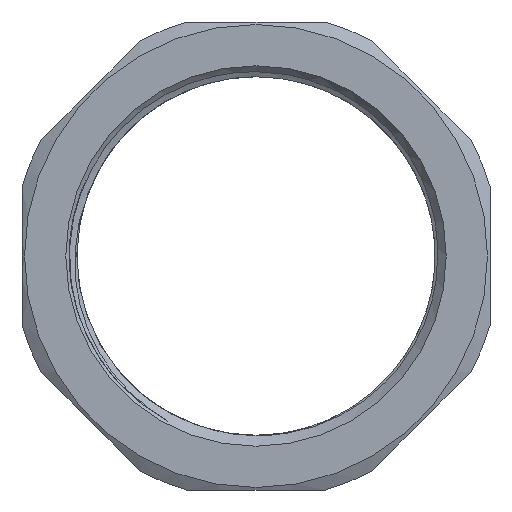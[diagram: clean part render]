
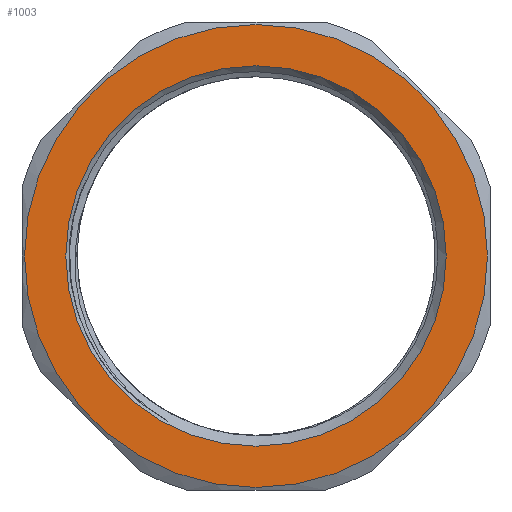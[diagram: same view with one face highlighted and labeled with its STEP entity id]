
A CAD part, left-side view. The second image highlights one B-rep face of the part: STEP entity #1003.
In plain terms, the highlighted planar face has unit normal (-1, 0, 0).
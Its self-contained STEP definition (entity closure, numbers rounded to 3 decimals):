
#34=PLANE('',#1045);
#66=CIRCLE('',#1046,36.6);
#67=CIRCLE('',#1047,30.078);
#296=ORIENTED_EDGE('',*,*,#630,.T.);
#297=ORIENTED_EDGE('',*,*,#631,.T.);
#630=EDGE_CURVE('',#796,#796,#66,.T.);
#631=EDGE_CURVE('',#797,#797,#67,.T.);
#796=VERTEX_POINT('',#10235);
#797=VERTEX_POINT('',#10237);
#916=EDGE_LOOP('',(#296));
#917=EDGE_LOOP('',(#297));
#954=FACE_BOUND('',#916,.T.);
#955=FACE_BOUND('',#917,.T.);
#1003=ADVANCED_FACE('',(#954,#955),#34,.F.);
#1045=AXIS2_PLACEMENT_3D('',#10233,#1136,#1137);
#1046=AXIS2_PLACEMENT_3D('',#10234,#1138,#1139);
#1047=AXIS2_PLACEMENT_3D('',#10236,#1140,#1141);
#1136=DIRECTION('',(1.,0.,0.));
#1137=DIRECTION('',(0.,0.,-1.));
#1138=DIRECTION('',(-1.,0.,0.));
#1139=DIRECTION('',(0.,0.,-1.));
#1140=DIRECTION('',(1.,0.,0.));
#1141=DIRECTION('',(0.,0.,-1.));
#10233=CARTESIAN_POINT('',(-30.2,0.,0.));
#10234=CARTESIAN_POINT('',(-30.2,0.,0.));
#10235=CARTESIAN_POINT('',(-30.2,0.,-36.6));
#10236=CARTESIAN_POINT('',(-30.2,0.,0.));
#10237=CARTESIAN_POINT('',(-30.2,0.,-30.078));
